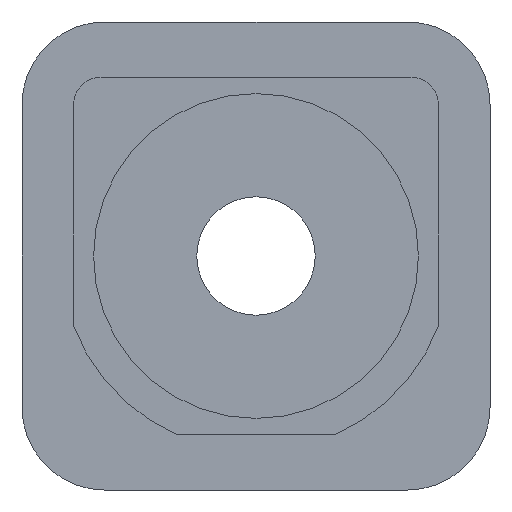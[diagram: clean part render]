
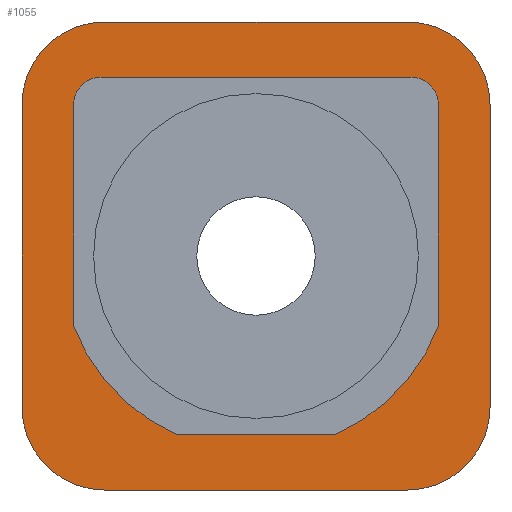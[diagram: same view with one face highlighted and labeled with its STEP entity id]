
A CAD part, front view. The second image highlights one B-rep face of the part: STEP entity #1055.
In plain terms, the highlighted planar face has unit normal (0, -1, 0).
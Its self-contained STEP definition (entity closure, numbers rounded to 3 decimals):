
#18=FACE_BOUND('',#185,.T.);
#43=CIRCLE('',#1103,7.1);
#45=CIRCLE('',#1106,7.1);
#55=CIRCLE('',#1128,3.);
#56=CIRCLE('',#1131,3.);
#64=CIRCLE('',#1161,1.);
#66=CIRCLE('',#1164,1.);
#68=CIRCLE('',#1170,3.);
#69=CIRCLE('',#1171,3.);
#123=FACE_OUTER_BOUND('',#184,.T.);
#184=EDGE_LOOP('',(#928,#929,#930,#931,#932,#933,#934,#935));
#185=EDGE_LOOP('',(#936,#937,#938,#939,#940,#941,#942,#943));
#226=LINE('',#1581,#340);
#250=LINE('',#1646,#364);
#253=LINE('',#1654,#367);
#279=LINE('',#1718,#393);
#293=LINE('',#1748,#407);
#297=LINE('',#1763,#411);
#299=LINE('',#1768,#413);
#300=LINE('',#1772,#414);
#340=VECTOR('',#1270,10.);
#364=VECTOR('',#1332,10.);
#367=VECTOR('',#1341,10.);
#393=VECTOR('',#1409,10.);
#407=VECTOR('',#1433,10.);
#411=VECTOR('',#1455,10.);
#413=VECTOR('',#1461,10.);
#414=VECTOR('',#1464,10.);
#439=VERTEX_POINT('',#1544);
#440=VERTEX_POINT('',#1545);
#443=VERTEX_POINT('',#1553);
#444=VERTEX_POINT('',#1554);
#455=VERTEX_POINT('',#1580);
#475=VERTEX_POINT('',#1638);
#476=VERTEX_POINT('',#1640);
#477=VERTEX_POINT('',#1644);
#478=VERTEX_POINT('',#1648);
#479=VERTEX_POINT('',#1652);
#496=VERTEX_POINT('',#1716);
#506=VERTEX_POINT('',#1745);
#507=VERTEX_POINT('',#1747);
#510=VERTEX_POINT('',#1767);
#511=VERTEX_POINT('',#1769);
#512=VERTEX_POINT('',#1771);
#545=EDGE_CURVE('',#439,#440,#43,.T.);
#549=EDGE_CURVE('',#443,#444,#45,.T.);
#561=EDGE_CURVE('',#455,#443,#226,.T.);
#591=EDGE_CURVE('',#475,#476,#55,.T.);
#594=EDGE_CURVE('',#477,#475,#250,.T.);
#596=EDGE_CURVE('',#478,#477,#56,.T.);
#598=EDGE_CURVE('',#479,#478,#253,.T.);
#630=EDGE_CURVE('',#440,#496,#279,.T.);
#644=EDGE_CURVE('',#507,#506,#293,.T.);
#648=EDGE_CURVE('',#455,#506,#64,.T.);
#650=EDGE_CURVE('',#507,#496,#66,.T.);
#653=EDGE_CURVE('',#444,#439,#297,.T.);
#655=EDGE_CURVE('',#476,#510,#299,.T.);
#656=EDGE_CURVE('',#511,#479,#68,.T.);
#657=EDGE_CURVE('',#512,#511,#300,.T.);
#658=EDGE_CURVE('',#510,#512,#69,.T.);
#928=ORIENTED_EDGE('',*,*,#655,.F.);
#929=ORIENTED_EDGE('',*,*,#591,.F.);
#930=ORIENTED_EDGE('',*,*,#594,.F.);
#931=ORIENTED_EDGE('',*,*,#596,.F.);
#932=ORIENTED_EDGE('',*,*,#598,.F.);
#933=ORIENTED_EDGE('',*,*,#656,.F.);
#934=ORIENTED_EDGE('',*,*,#657,.F.);
#935=ORIENTED_EDGE('',*,*,#658,.F.);
#936=ORIENTED_EDGE('',*,*,#561,.T.);
#937=ORIENTED_EDGE('',*,*,#549,.T.);
#938=ORIENTED_EDGE('',*,*,#653,.T.);
#939=ORIENTED_EDGE('',*,*,#545,.T.);
#940=ORIENTED_EDGE('',*,*,#630,.T.);
#941=ORIENTED_EDGE('',*,*,#650,.F.);
#942=ORIENTED_EDGE('',*,*,#644,.T.);
#943=ORIENTED_EDGE('',*,*,#648,.F.);
#999=PLANE('',#1169);
#1055=ADVANCED_FACE('',(#123,#18),#999,.F.);
#1103=AXIS2_PLACEMENT_3D('',#1546,#1242,#1243);
#1106=AXIS2_PLACEMENT_3D('',#1555,#1250,#1251);
#1128=AXIS2_PLACEMENT_3D('',#1641,#1326,#1327);
#1131=AXIS2_PLACEMENT_3D('',#1650,#1336,#1337);
#1161=AXIS2_PLACEMENT_3D('',#1754,#1440,#1441);
#1164=AXIS2_PLACEMENT_3D('',#1757,#1446,#1447);
#1169=AXIS2_PLACEMENT_3D('',#1766,#1459,#1460);
#1170=AXIS2_PLACEMENT_3D('',#1770,#1462,#1463);
#1171=AXIS2_PLACEMENT_3D('',#1773,#1465,#1466);
#1242=DIRECTION('center_axis',(0.,1.,0.));
#1243=DIRECTION('ref_axis',(-1.,0.,0.));
#1250=DIRECTION('center_axis',(0.,1.,0.));
#1251=DIRECTION('ref_axis',(-1.,0.,0.));
#1270=DIRECTION('',(0.,0.,-1.));
#1326=DIRECTION('center_axis',(0.,1.,0.));
#1327=DIRECTION('ref_axis',(1.,0.,0.));
#1332=DIRECTION('',(0.,0.,-1.));
#1336=DIRECTION('center_axis',(0.,1.,0.));
#1337=DIRECTION('ref_axis',(0.,0.,1.));
#1341=DIRECTION('',(1.,0.,0.));
#1409=DIRECTION('',(0.,0.,1.));
#1433=DIRECTION('',(1.,0.,0.));
#1440=DIRECTION('center_axis',(0.,-1.,0.));
#1441=DIRECTION('ref_axis',(0.707,0.,0.707));
#1446=DIRECTION('center_axis',(0.,-1.,0.));
#1447=DIRECTION('ref_axis',(-0.707,0.,0.707));
#1455=DIRECTION('',(-1.,0.,0.));
#1459=DIRECTION('center_axis',(0.,1.,0.));
#1460=DIRECTION('ref_axis',(0.,0.,1.));
#1461=DIRECTION('',(-1.,0.,0.));
#1462=DIRECTION('center_axis',(0.,1.,0.));
#1463=DIRECTION('ref_axis',(-1.,0.,0.));
#1464=DIRECTION('',(0.,0.,1.));
#1465=DIRECTION('center_axis',(0.,1.,0.));
#1466=DIRECTION('ref_axis',(0.,0.,-1.));
#1544=CARTESIAN_POINT('',(-11.357,0.,-15.));
#1545=CARTESIAN_POINT('',(-15.125,0.,-11.053));
#1546=CARTESIAN_POINT('Origin',(-8.5,0.,-8.5));
#1553=CARTESIAN_POINT('',(-1.875,0.,-11.053));
#1554=CARTESIAN_POINT('',(-5.643,0.,-15.));
#1555=CARTESIAN_POINT('Origin',(-8.5,0.,-8.5));
#1580=CARTESIAN_POINT('',(-1.875,0.,-3.));
#1581=CARTESIAN_POINT('',(-1.875,0.,-5.25));
#1638=CARTESIAN_POINT('',(0.,0.,-14.));
#1640=CARTESIAN_POINT('',(-3.,0.,-17.));
#1641=CARTESIAN_POINT('Origin',(-3.,0.,-14.));
#1644=CARTESIAN_POINT('',(0.,0.,-3.));
#1646=CARTESIAN_POINT('',(0.,0.,-3.));
#1648=CARTESIAN_POINT('',(-3.,0.,0.));
#1650=CARTESIAN_POINT('Origin',(-3.,0.,-3.));
#1652=CARTESIAN_POINT('',(-14.,0.,0.));
#1654=CARTESIAN_POINT('',(-14.,0.,0.));
#1716=CARTESIAN_POINT('',(-15.125,0.,-3.));
#1718=CARTESIAN_POINT('',(-15.125,0.,-11.75));
#1745=CARTESIAN_POINT('',(-2.875,0.,-2.));
#1747=CARTESIAN_POINT('',(-14.125,0.,-2.));
#1748=CARTESIAN_POINT('',(-11.813,0.,-2.));
#1754=CARTESIAN_POINT('Origin',(-2.875,0.,-3.));
#1757=CARTESIAN_POINT('Origin',(-14.125,0.,-3.));
#1763=CARTESIAN_POINT('',(-5.188,0.,-15.));
#1766=CARTESIAN_POINT('Origin',(-8.5,0.,-8.5));
#1767=CARTESIAN_POINT('',(-14.,0.,-17.));
#1768=CARTESIAN_POINT('',(-3.,0.,-17.));
#1769=CARTESIAN_POINT('',(-17.,0.,-3.));
#1770=CARTESIAN_POINT('Origin',(-14.,0.,-3.));
#1771=CARTESIAN_POINT('',(-17.,0.,-14.));
#1772=CARTESIAN_POINT('',(-17.,0.,-14.));
#1773=CARTESIAN_POINT('Origin',(-14.,0.,-14.));
